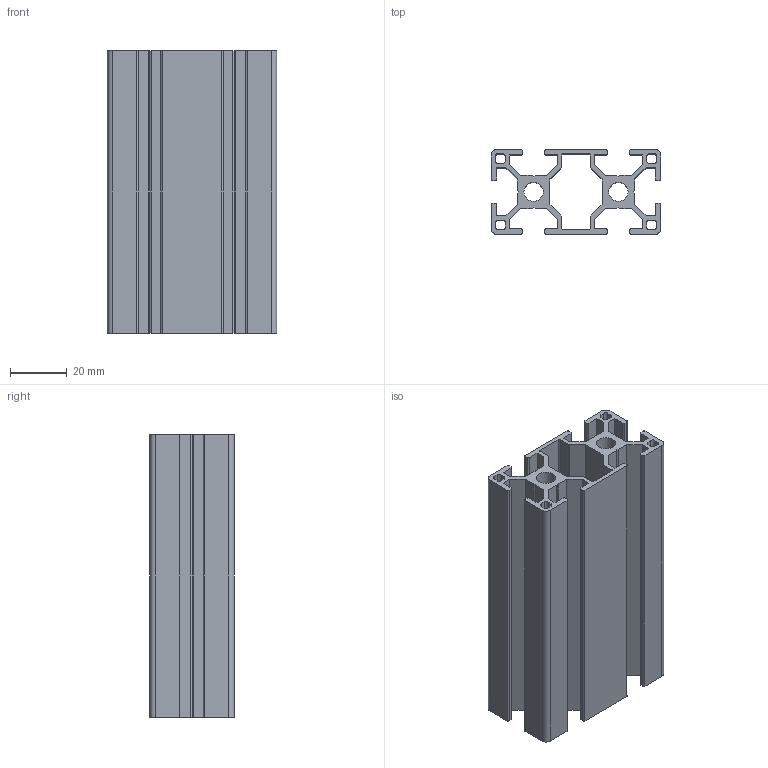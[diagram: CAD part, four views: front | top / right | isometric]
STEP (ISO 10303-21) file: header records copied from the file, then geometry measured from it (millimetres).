
FILE_DESCRIPTION(/* description */ (''),/* implementation_level */ '2;1');
FILE_NAME(/* name */ 'BPRDD0000068.stp',/* time_stamp */ '2017-07-11T15:14:19+02:00',/* author */ ('fzagni'),/* organization */ (''),/* preprocessor_version */ 'ST-DEVELOPER v16.1',/* originating_system */ 'Autodesk Inventor 2016',/* authorisation */ '');
FILE_SCHEMA (('AUTOMOTIVE_DESIGN { 1 0 10303 214 3 1 1 }'));
Length unit declared in the file: millimetre
Products named in the file (1): BPRDD0000067
Bounding box: 60 x 30 x 100 mm (x, y, z)
Volume: 55929.8 mm3; surface area: 54591.3 mm2
Topology: 1 solids, 1 shells, 166 faces, 492 edges, 328 vertices
Faces by surface type: plane 112, cylinder 54
Full cylindrical faces by diameter (mm): 6.8 x2
Entity records: 5586 total; most frequent: CARTESIAN_POINT 985, ORIENTED_EDGE 980, DIRECTION 932, EDGE_CURVE 490, LINE 382, VECTOR 382, VERTEX_POINT 328, AXIS2_PLACEMENT_3D 275
